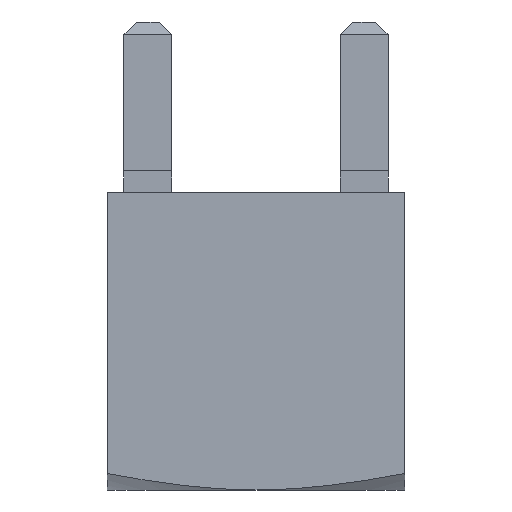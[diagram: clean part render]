
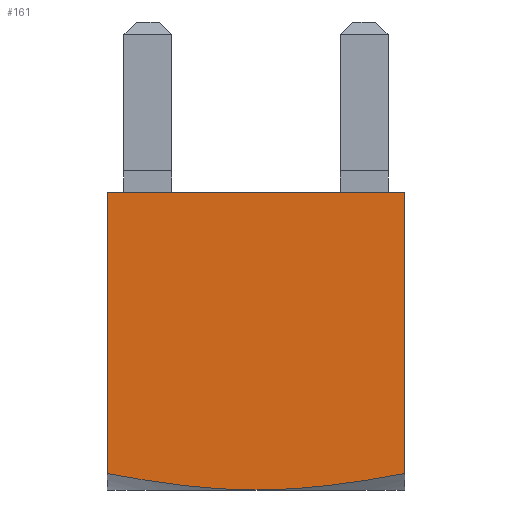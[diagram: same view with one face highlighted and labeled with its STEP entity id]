
A CAD part, left-side view. The second image highlights one B-rep face of the part: STEP entity #161.
In plain terms, the highlighted planar face has unit normal (-1, 0, 0).
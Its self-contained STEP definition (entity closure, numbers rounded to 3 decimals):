
#33 = DIRECTION ( 'NONE',  ( 0., 0., -1. ) ) ;
#34 = DIRECTION ( 'NONE',  ( 1., 0., 0. ) ) ;
#36 = PLANE ( 'NONE',  #654 ) ;
#37 = FACE_OUTER_BOUND ( 'NONE', #1347, .T. ) ;
#40 = CARTESIAN_POINT ( 'NONE',  ( -3.5, -3.5, 7. ) ) ;
#161 = ADVANCED_FACE ( 'NONE', ( #37 ), #36, .F. ) ;
#635 = B_SPLINE_CURVE_WITH_KNOTS ( 'NONE', 3,
 ( #1426, #1444, #1452, #1453, #1454, #1455 ),
 .UNSPECIFIED., .F., .F.,
 ( 4, 2, 4 ),
 ( 0.015, 0.017, 0.019 ),
 .UNSPECIFIED. ) ;
#637 = B_SPLINE_CURVE_WITH_KNOTS ( 'NONE', 3,
 ( #1445, #1441, #1430, #1446, #1447, #1448 ),
 .UNSPECIFIED., .F., .F.,
 ( 4, 2, 4 ),
 ( 0.012, 0.014, 0.015 ),
 .UNSPECIFIED. ) ;
#654 = AXIS2_PLACEMENT_3D ( 'NONE', #40, #34, #33 ) ;
#751 = EDGE_CURVE ( 'NONE', #1521, #1571, #1375, .T. ) ;
#755 = EDGE_CURVE ( 'NONE', #1521, #1563, #1398, .T. ) ;
#770 = EDGE_CURVE ( 'NONE', #1571, #1576, #637, .T. ) ;
#771 = EDGE_CURVE ( 'NONE', #1576, #1577, #635, .T. ) ;
#772 = EDGE_CURVE ( 'NONE', #1563, #1577, #1450, .T. ) ;
#1347 = EDGE_LOOP ( 'NONE', ( #1684, #1666, #1598, #1721, #1626 ) ) ;
#1375 = LINE ( 'NONE', #1387, #1920 ) ;
#1387 = CARTESIAN_POINT ( 'NONE',  ( -3.5, 3.5, 7. ) ) ;
#1389 = DIRECTION ( 'NONE',  ( 0., 0., -1. ) ) ;
#1398 = LINE ( 'NONE', #1399, #1925 ) ;
#1399 = CARTESIAN_POINT ( 'NONE',  ( -3.5, -3.5, 7. ) ) ;
#1400 = DIRECTION ( 'NONE',  ( 0., -1., 0. ) ) ;
#1426 = CARTESIAN_POINT ( 'NONE',  ( -3.5, 0., 0. ) ) ;
#1430 = CARTESIAN_POINT ( 'NONE',  ( -3.5, 2.341, 0.182 ) ) ;
#1441 = CARTESIAN_POINT ( 'NONE',  ( -3.5, 2.922, 0.279 ) ) ;
#1444 = CARTESIAN_POINT ( 'NONE',  ( -3.5, -0.585, 0. ) ) ;
#1445 = CARTESIAN_POINT ( 'NONE',  ( -3.5, 3.5, 0.388 ) ) ;
#1446 = CARTESIAN_POINT ( 'NONE',  ( -3.5, 1.169, 0.041 ) ) ;
#1447 = CARTESIAN_POINT ( 'NONE',  ( -3.5, 0.584, 0. ) ) ;
#1448 = CARTESIAN_POINT ( 'NONE',  ( -3.5, 0., 0. ) ) ;
#1450 = LINE ( 'NONE', #1457, #1954 ) ;
#1452 = CARTESIAN_POINT ( 'NONE',  ( -3.5, -1.17, 0.041 ) ) ;
#1453 = CARTESIAN_POINT ( 'NONE',  ( -3.5, -2.337, 0.181 ) ) ;
#1454 = CARTESIAN_POINT ( 'NONE',  ( -3.5, -2.92, 0.279 ) ) ;
#1455 = CARTESIAN_POINT ( 'NONE',  ( -3.5, -3.5, 0.388 ) ) ;
#1457 = CARTESIAN_POINT ( 'NONE',  ( -3.5, -3.5, 7. ) ) ;
#1458 = DIRECTION ( 'NONE',  ( 0., 0., -1. ) ) ;
#1521 = VERTEX_POINT ( 'NONE', #1746 ) ;
#1563 = VERTEX_POINT ( 'NONE', #1786 ) ;
#1571 = VERTEX_POINT ( 'NONE', #1794 ) ;
#1576 = VERTEX_POINT ( 'NONE', #1799 ) ;
#1577 = VERTEX_POINT ( 'NONE', #1800 ) ;
#1598 = ORIENTED_EDGE ( 'NONE', *, *, #771, .T. ) ;
#1626 = ORIENTED_EDGE ( 'NONE', *, *, #755, .F. ) ;
#1666 = ORIENTED_EDGE ( 'NONE', *, *, #770, .T. ) ;
#1684 = ORIENTED_EDGE ( 'NONE', *, *, #751, .T. ) ;
#1721 = ORIENTED_EDGE ( 'NONE', *, *, #772, .F. ) ;
#1746 = CARTESIAN_POINT ( 'NONE',  ( -3.5, 3.5, 7. ) ) ;
#1786 = CARTESIAN_POINT ( 'NONE',  ( -3.5, -3.5, 7. ) ) ;
#1794 = CARTESIAN_POINT ( 'NONE',  ( -3.5, 3.5, 0.388 ) ) ;
#1799 = CARTESIAN_POINT ( 'NONE',  ( -3.5, 0., 0. ) ) ;
#1800 = CARTESIAN_POINT ( 'NONE',  ( -3.5, -3.5, 0.388 ) ) ;
#1920 = VECTOR ( 'NONE', #1389, 1000. ) ;
#1925 = VECTOR ( 'NONE', #1400, 1000. ) ;
#1954 = VECTOR ( 'NONE', #1458, 1000. ) ;
